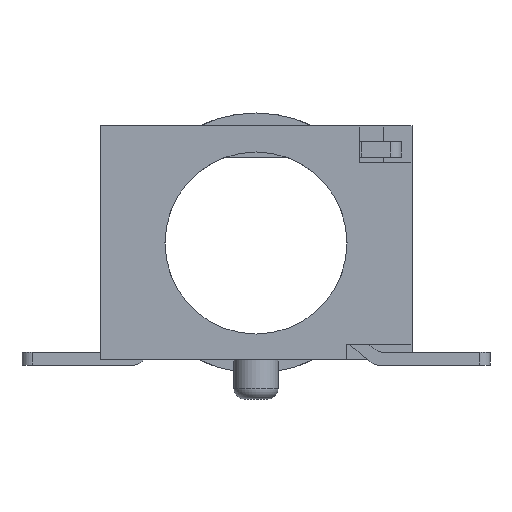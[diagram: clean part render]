
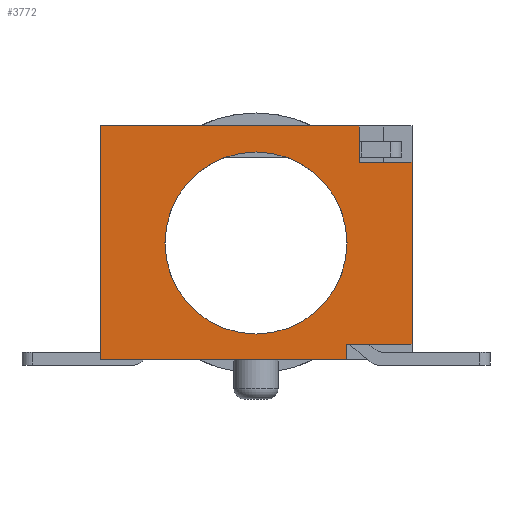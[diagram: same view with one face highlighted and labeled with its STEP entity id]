
A CAD part, front view. The second image highlights one B-rep face of the part: STEP entity #3772.
In plain terms, the highlighted planar face has unit normal (0, -1, 0).
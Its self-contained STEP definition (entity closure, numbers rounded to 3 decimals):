
#220 = VECTOR ( 'NONE', #5437, 1000. ) ;
#317 = ORIENTED_EDGE ( 'NONE', *, *, #5221, .F. ) ;
#772 = CARTESIAN_POINT ( 'NONE',  ( -3., -5.649, 4.648 ) ) ;
#801 = CIRCLE ( 'NONE', #5843, 1.75 ) ;
#1168 = CARTESIAN_POINT ( 'NONE',  ( 3., -5.649, 0.449 ) ) ;
#1222 = EDGE_CURVE ( 'NONE', #3453, #8727, #2608, .T. ) ;
#1441 = EDGE_LOOP ( 'NONE', ( #8854, #6335 ) ) ;
#1554 = VERTEX_POINT ( 'NONE', #8194 ) ;
#1597 = CARTESIAN_POINT ( 'NONE',  ( -3., -5.649, 4.648 ) ) ;
#1635 = EDGE_CURVE ( 'NONE', #7161, #1554, #6942, .T. ) ;
#1768 = DIRECTION ( 'NONE',  ( 0., 0., -1. ) ) ;
#1906 = CARTESIAN_POINT ( 'NONE',  ( 3., -5.649, 0.449 ) ) ;
#1916 = ORIENTED_EDGE ( 'NONE', *, *, #7846, .F. ) ;
#1966 = CARTESIAN_POINT ( 'NONE',  ( -3., -5.649, 0.149 ) ) ;
#2262 = EDGE_CURVE ( 'NONE', #1554, #7102, #4626, .T. ) ;
#2285 = CIRCLE ( 'NONE', #5393, 1.75 ) ;
#2331 = LINE ( 'NONE', #3627, #7086 ) ;
#2608 = LINE ( 'NONE', #8913, #220 ) ;
#2774 = DIRECTION ( 'NONE',  ( 0., -1., 0. ) ) ;
#2819 = FACE_OUTER_BOUND ( 'NONE', #4052, .T. ) ;
#3030 = CARTESIAN_POINT ( 'NONE',  ( 3., -5.649, 3.948 ) ) ;
#3209 = CARTESIAN_POINT ( 'NONE',  ( 1.984, -5.649, 4.648 ) ) ;
#3366 = ORIENTED_EDGE ( 'NONE', *, *, #8677, .F. ) ;
#3453 = VERTEX_POINT ( 'NONE', #772 ) ;
#3470 = CARTESIAN_POINT ( 'NONE',  ( 0., -5.649, 2.399 ) ) ;
#3546 = VERTEX_POINT ( 'NONE', #6813 ) ;
#3627 = CARTESIAN_POINT ( 'NONE',  ( -3., -5.649, 0.149 ) ) ;
#3672 = VERTEX_POINT ( 'NONE', #4203 ) ;
#3678 = EDGE_CURVE ( 'NONE', #9195, #8710, #8528, .T. ) ;
#3772 = ADVANCED_FACE ( 'NONE', ( #6300, #2819 ), #9135, .F. ) ;
#3825 = DIRECTION ( 'NONE',  ( 1., 0., 0. ) ) ;
#4016 = ORIENTED_EDGE ( 'NONE', *, *, #1635, .F. ) ;
#4052 = EDGE_LOOP ( 'NONE', ( #6518, #7980, #4016, #317, #1916, #4757, #3366, #6649 ) ) ;
#4203 = CARTESIAN_POINT ( 'NONE',  ( 0., -5.649, 0.649 ) ) ;
#4248 = CARTESIAN_POINT ( 'NONE',  ( 1.984, -5.649, 3.948 ) ) ;
#4499 = LINE ( 'NONE', #7918, #6018 ) ;
#4608 = CARTESIAN_POINT ( 'NONE',  ( 1.745, -5.649, 0.149 ) ) ;
#4626 = LINE ( 'NONE', #6259, #7425 ) ;
#4644 = DIRECTION ( 'NONE',  ( 0., -1., 0. ) ) ;
#4675 = VECTOR ( 'NONE', #7035, 1000. ) ;
#4757 = ORIENTED_EDGE ( 'NONE', *, *, #3678, .T. ) ;
#4953 = CARTESIAN_POINT ( 'NONE',  ( 1.984, -5.649, 3.948 ) ) ;
#5065 = DIRECTION ( 'NONE',  ( 1., 0., 0. ) ) ;
#5165 = VERTEX_POINT ( 'NONE', #8187 ) ;
#5221 = EDGE_CURVE ( 'NONE', #5165, #7161, #6138, .T. ) ;
#5276 = DIRECTION ( 'NONE',  ( 0., 1., 0. ) ) ;
#5393 = AXIS2_PLACEMENT_3D ( 'NONE', #3470, #2774, #7100 ) ;
#5437 = DIRECTION ( 'NONE',  ( 0., 0., -1. ) ) ;
#5843 = AXIS2_PLACEMENT_3D ( 'NONE', #8188, #4644, #7543 ) ;
#5844 = DIRECTION ( 'NONE',  ( 1., 0., 0. ) ) ;
#5867 = VECTOR ( 'NONE', #1768, 1000. ) ;
#6018 = VECTOR ( 'NONE', #3825, 1000. ) ;
#6138 = LINE ( 'NONE', #8319, #5867 ) ;
#6259 = CARTESIAN_POINT ( 'NONE',  ( 1.745, -5.649, 0.449 ) ) ;
#6300 = FACE_BOUND ( 'NONE', #1441, .T. ) ;
#6335 = ORIENTED_EDGE ( 'NONE', *, *, #7661, .F. ) ;
#6518 = ORIENTED_EDGE ( 'NONE', *, *, #8953, .T. ) ;
#6649 = ORIENTED_EDGE ( 'NONE', *, *, #1222, .T. ) ;
#6813 = CARTESIAN_POINT ( 'NONE',  ( 0., -5.649, 4.149 ) ) ;
#6857 = EDGE_CURVE ( 'NONE', #3546, #3672, #2285, .T. ) ;
#6942 = LINE ( 'NONE', #1168, #4675 ) ;
#7035 = DIRECTION ( 'NONE',  ( -1., 0., 0. ) ) ;
#7056 = VECTOR ( 'NONE', #5844, 1000. ) ;
#7086 = VECTOR ( 'NONE', #5065, 1000. ) ;
#7100 = DIRECTION ( 'NONE',  ( 1., 0., 0. ) ) ;
#7102 = VERTEX_POINT ( 'NONE', #4608 ) ;
#7161 = VERTEX_POINT ( 'NONE', #1906 ) ;
#7254 = LINE ( 'NONE', #3030, #7056 ) ;
#7414 = AXIS2_PLACEMENT_3D ( 'NONE', #1597, #5276, #7984 ) ;
#7425 = VECTOR ( 'NONE', #8954, 1000. ) ;
#7543 = DIRECTION ( 'NONE',  ( 1., 0., 0. ) ) ;
#7571 = VECTOR ( 'NONE', #7793, 1000. ) ;
#7661 = EDGE_CURVE ( 'NONE', #3672, #3546, #801, .T. ) ;
#7793 = DIRECTION ( 'NONE',  ( 0., 0., 1. ) ) ;
#7846 = EDGE_CURVE ( 'NONE', #9195, #5165, #7254, .T. ) ;
#7918 = CARTESIAN_POINT ( 'NONE',  ( -3., -5.649, 4.648 ) ) ;
#7980 = ORIENTED_EDGE ( 'NONE', *, *, #2262, .F. ) ;
#7984 = DIRECTION ( 'NONE',  ( 1., 0., 0. ) ) ;
#8187 = CARTESIAN_POINT ( 'NONE',  ( 3., -5.649, 3.948 ) ) ;
#8188 = CARTESIAN_POINT ( 'NONE',  ( 0., -5.649, 2.399 ) ) ;
#8194 = CARTESIAN_POINT ( 'NONE',  ( 1.745, -5.649, 0.449 ) ) ;
#8319 = CARTESIAN_POINT ( 'NONE',  ( 3., -5.649, 4.648 ) ) ;
#8528 = LINE ( 'NONE', #4953, #7571 ) ;
#8677 = EDGE_CURVE ( 'NONE', #3453, #8710, #4499, .T. ) ;
#8710 = VERTEX_POINT ( 'NONE', #3209 ) ;
#8727 = VERTEX_POINT ( 'NONE', #1966 ) ;
#8854 = ORIENTED_EDGE ( 'NONE', *, *, #6857, .F. ) ;
#8913 = CARTESIAN_POINT ( 'NONE',  ( -3., -5.649, 4.648 ) ) ;
#8953 = EDGE_CURVE ( 'NONE', #8727, #7102, #2331, .T. ) ;
#8954 = DIRECTION ( 'NONE',  ( 0., 0., -1. ) ) ;
#9135 = PLANE ( 'NONE',  #7414 ) ;
#9195 = VERTEX_POINT ( 'NONE', #4248 ) ;
